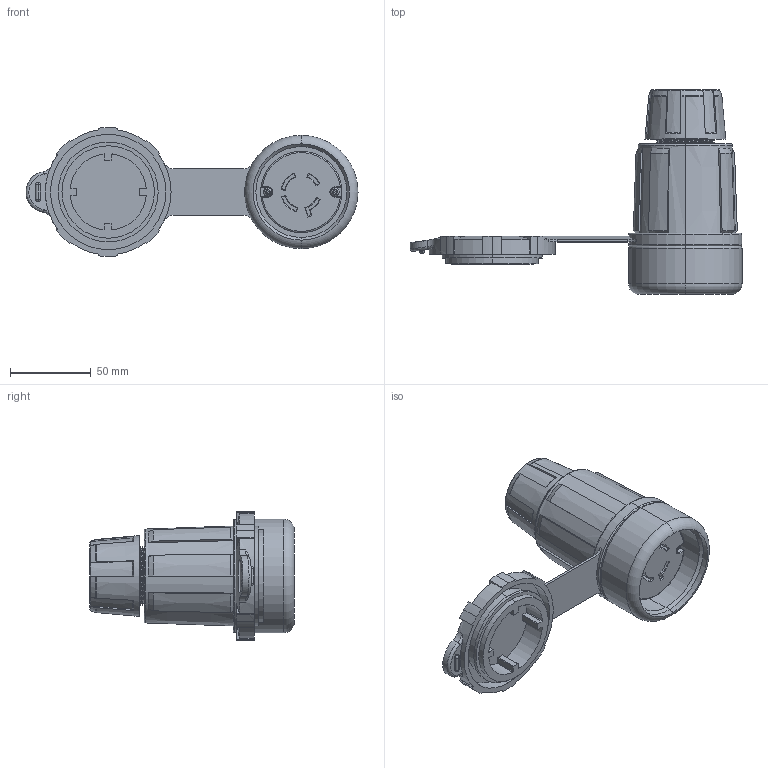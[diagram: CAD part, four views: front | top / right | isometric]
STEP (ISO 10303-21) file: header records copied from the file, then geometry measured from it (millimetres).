
FILE_DESCRIPTION (( 'STEP AP214' ), '1' );
FILE_NAME ('27W76BRY.STEP', '2014-06-19T13:57:46', ( '' ), ( '' ), 'SwSTEP 2.0', 'SolidWorks 2013', '' );
FILE_SCHEMA (( 'AUTOMOTIVE_DESIGN' ));
Length unit declared in the file: inch
Products named in the file (1): 27W76BRY
Bounding box: 205.23 x 126.15 x 79.73 mm (x, y, z)
Volume: 330401.6 mm3; surface area: 67571.4 mm2
Topology: 1 solids, 1 shells, 359 faces, 891 edges, 561 vertices
Faces by surface type: plane 137, cylinder 98, cone 85, torus 26, bspline 7, sphere 6
Entity records: 12731 total; most frequent: CARTESIAN_POINT 2686, DIRECTION 1873, ORIENTED_EDGE 1774, EDGE_CURVE 887, AXIS2_PLACEMENT_3D 721, VERTEX_POINT 559, LINE 431, VECTOR 431
